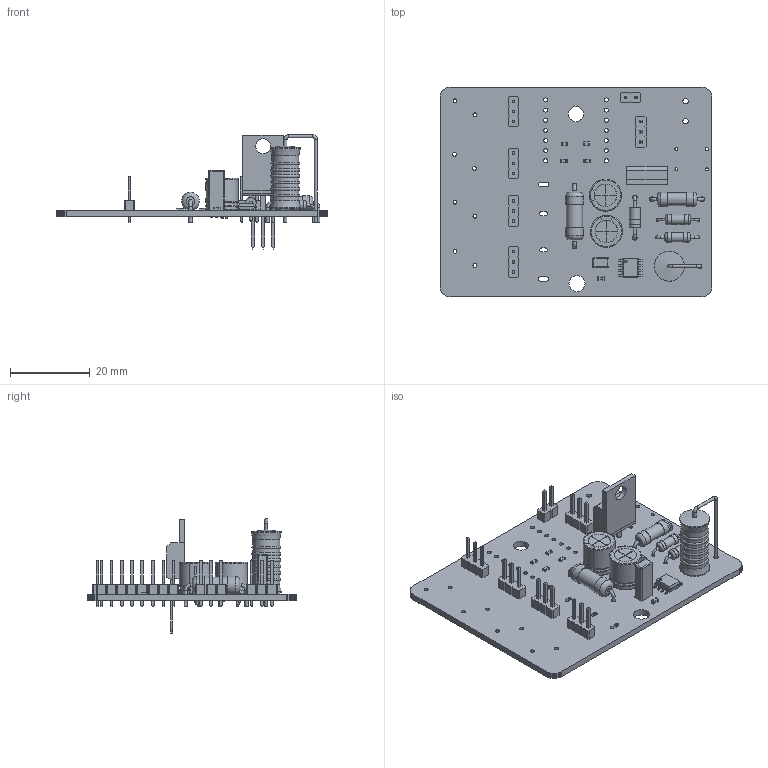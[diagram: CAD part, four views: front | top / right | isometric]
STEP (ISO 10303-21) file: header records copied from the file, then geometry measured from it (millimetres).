
FILE_DESCRIPTION(('KiCad electronic assembly'),'2;1');
FILE_NAME('Collector Gate System.step','2024-10-26T12:35:32',('Pcbnew'), ('Kicad'),'Open CASCADE STEP processor 7.7','KiCad to STEP converter', 'Unknown');
FILE_SCHEMA(('AUTOMOTIVE_DESIGN { 1 0 10303 214 1 1 1 1 }'));
Length unit declared in the file: millimetre
Products named in the file (30): Collector Gate System 1; CP_Radial_D8.0mm_P3.80mm; SOLID; TO-220-3_Vertical; SOIC-8_3.9x4.9mm_P1.27mm; R_Axial_DIN0414_L11.9mm_D4.5mm_P15.24mm_Horizontal; R_Axial_DIN0411_L9.9mm_D3.6mm_P12.70mm_Horizontal; C_0603_1608Metric; R_0603_1608Metric; D_DO-41_SOD81_P10.16mm_Horizontal; PinHeader_1x03_P2.54mm_Vertical; C_Rect_L4.0mm_W2.5mm_P2.50mm; PinHeader_1x02_P2.54mm_Vertical; CP_Radial_D8.0mm_P2.50mm; L_Axial_L16.0mm_D7.5mm_P7.62mm_Vertical_Fastron_XHBCC; R_Axial_DIN0207_L6.3mm_D2.5mm_P10.16mm_Horizontal; Collector Gate System PCB
Assembly tree (37 placements, depth 3):
  Collector Gate System 1
    CP_Radial_D8.0mm_P3.80mm
      SOLID
    TO-220-3_Vertical
      SOLID
    SOIC-8_3.9x4.9mm_P1.27mm
      SOLID
    R_Axial_DIN0414_L11.9mm_D4.5mm_P15.24mm_Horizontal
      SOLID
    R_Axial_DIN0411_L9.9mm_D3.6mm_P12.70mm_Horizontal
      SOLID
    C_0603_1608Metric
      SOLID
    R_0603_1608Metric  x4
      SOLID
    D_DO-41_SOD81_P10.16mm_Horizontal
      SOLID
    PinHeader_1x03_P2.54mm_Vertical  x5
      SOLID
    C_Rect_L4.0mm_W2.5mm_P2.50mm
      SOLID
    PinHeader_1x02_P2.54mm_Vertical
      SOLID
    CP_Radial_D8.0mm_P2.50mm
      SOLID
    L_Axial_L16.0mm_D7.5mm_P7.62mm_Vertical_Fastron_XHBCC
      SOLID
    R_Axial_DIN0207_L6.3mm_D2.5mm_P10.16mm_Horizontal  x2
      SOLID
    Collector Gate System PCB
Bounding box: 68.07 x 52.45 x 28.65 mm (x, y, z)
Volume: 8272 mm3; surface area: 11355 mm2
Topology: 23 solids, 25 shells, 1230 faces, 3063 edges, 1944 vertices
Faces by surface type: plane 898, cylinder 233, bspline 48, torus 30, revolution 12, sphere 4, cone 4, extrusion 1
Full cylindrical faces by diameter (mm): 0.5 x6, 0.6 x9, 0.762 x4, 0.8 x25, 0.991 x8, 1 x31, 1.1 x7, 1.2 x4, 1.32 x2, 2.25 x2, 2.5 x4, 2.7 x2, 2.72 x1, 3.24 x1, 3.6 x2, 3.735 x1, 3.81 x1, 4.016 x1, 4.05 x1, 4.5 x2, 6.75 x7, 7.5 x2
Entity records: 61308 total; most frequent: CARTESIAN_POINT 14341, DIRECTION 7731, VECTOR 5023, LINE 5022, ORIENTED_EDGE 4216, PCURVE 4216, DEFINITIONAL_REPRESENTATION 4216, EDGE_CURVE 2108
